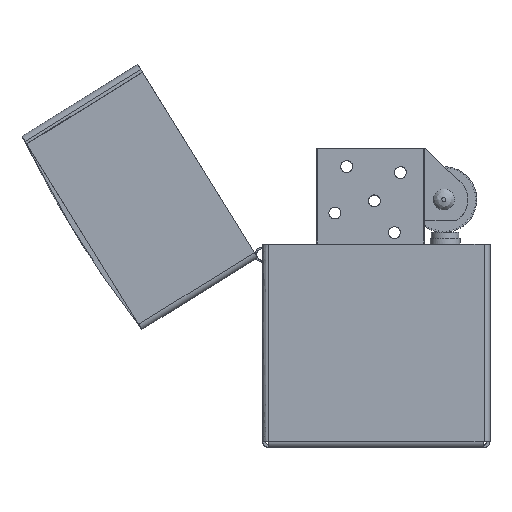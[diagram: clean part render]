
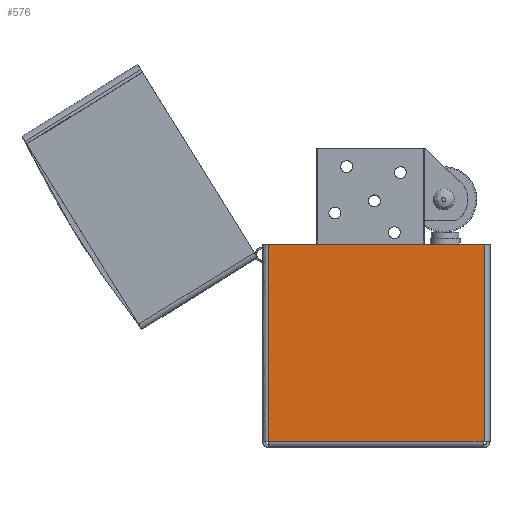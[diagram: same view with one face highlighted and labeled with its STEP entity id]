
A CAD part, top view. The second image highlights one B-rep face of the part: STEP entity #576.
In plain terms, the highlighted free-form (B-spline) face has degree [1, 1] with [2, 2] control points.
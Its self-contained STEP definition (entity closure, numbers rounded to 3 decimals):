
#560 = VERTEX_POINT('',#561);
#561 = CARTESIAN_POINT('',(0.104,16.789,6.897
    ));
#576 = ADVANCED_FACE('',(#577),#605,.T.);
#577 = FACE_BOUND('',#578,.T.);
#578 = EDGE_LOOP('',(#579,#588,#593,#600));
#579 = ORIENTED_EDGE('',*,*,#580,.T.);
#580 = EDGE_CURVE('',#581,#583,#585,.T.);
#581 = VERTEX_POINT('',#582);
#582 = CARTESIAN_POINT('',(-38.093,-18.225,
    6.897));
#583 = VERTEX_POINT('',#584);
#584 = CARTESIAN_POINT('',(0.104,-18.225,6.897
    ));
#585 = B_SPLINE_CURVE_WITH_KNOTS('',1,(#586,#587),.UNSPECIFIED.,.F.,.F.,
  (2,2),(-9.,27.),.PIECEWISE_BEZIER_KNOTS.);
#586 = CARTESIAN_POINT('',(-38.093,-18.225,
    6.897));
#587 = CARTESIAN_POINT('',(0.104,-18.225,6.897
    ));
#588 = ORIENTED_EDGE('',*,*,#589,.T.);
#589 = EDGE_CURVE('',#583,#560,#590,.T.);
#590 = B_SPLINE_CURVE_WITH_KNOTS('',1,(#591,#592),.UNSPECIFIED.,.F.,.F.,
  (2,2),(-7.5,25.5),.PIECEWISE_BEZIER_KNOTS.);
#591 = CARTESIAN_POINT('',(0.104,-18.225,6.897
    ));
#592 = CARTESIAN_POINT('',(0.104,16.789,6.897
    ));
#593 = ORIENTED_EDGE('',*,*,#594,.F.);
#594 = EDGE_CURVE('',#595,#560,#597,.T.);
#595 = VERTEX_POINT('',#596);
#596 = CARTESIAN_POINT('',(-38.093,16.789,
    6.897));
#597 = B_SPLINE_CURVE_WITH_KNOTS('',1,(#598,#599),.UNSPECIFIED.,.F.,.F.,
  (2,2),(-37.,-1.),.PIECEWISE_BEZIER_KNOTS.);
#598 = CARTESIAN_POINT('',(-38.093,16.789,
    6.897));
#599 = CARTESIAN_POINT('',(0.104,16.789,6.897
    ));
#600 = ORIENTED_EDGE('',*,*,#601,.T.);
#601 = EDGE_CURVE('',#595,#581,#602,.T.);
#602 = B_SPLINE_CURVE_WITH_KNOTS('',1,(#603,#604),.UNSPECIFIED.,.F.,.F.,
  (2,2),(-8.5,24.5),.PIECEWISE_BEZIER_KNOTS.);
#603 = CARTESIAN_POINT('',(-38.093,16.789,
    6.897));
#604 = CARTESIAN_POINT('',(-38.093,-18.225,
    6.897));
#605 = B_SPLINE_SURFACE_WITH_KNOTS('',1,1,(
    (#606,#607)
    ,(#608,#609
    )),.UNSPECIFIED.,.F.,.F.,.F.,(2,2),(2,2),(-18.,18.),(-16.,17.),
  .PIECEWISE_BEZIER_KNOTS.);
#606 = CARTESIAN_POINT('',(-38.093,-18.225,
    6.897));
#607 = CARTESIAN_POINT('',(-38.093,16.789,
    6.897));
#608 = CARTESIAN_POINT('',(0.104,-18.225,6.897
    ));
#609 = CARTESIAN_POINT('',(0.104,16.789,6.897
    ));
